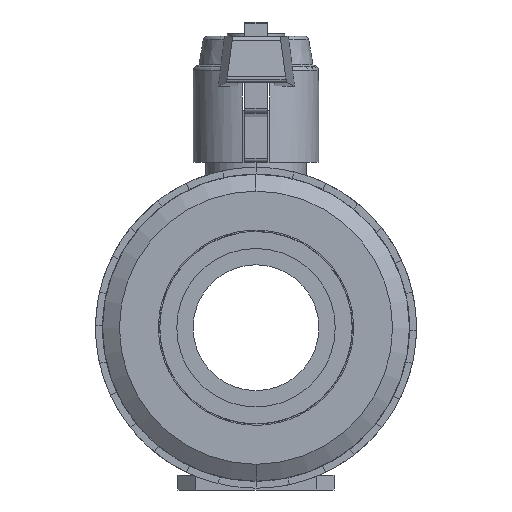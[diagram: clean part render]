
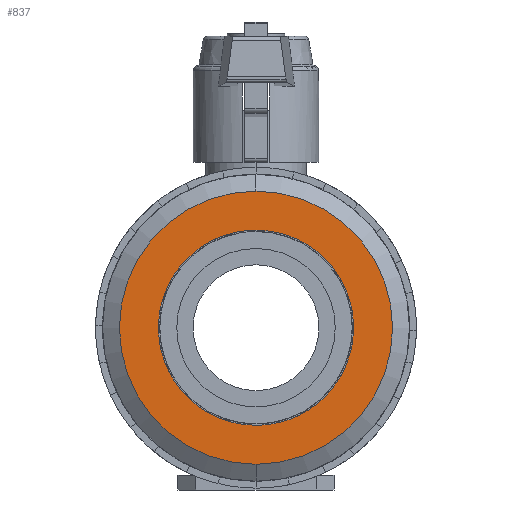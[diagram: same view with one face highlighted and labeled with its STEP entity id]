
A CAD part, left-side view. The second image highlights one B-rep face of the part: STEP entity #837.
In plain terms, the highlighted planar face has unit normal (-1, 0, 0).
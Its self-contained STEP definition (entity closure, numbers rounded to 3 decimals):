
#837=ADVANCED_FACE('',(#1970,#1971),#1972,.T.);
#1970=FACE_BOUND('',#3410,.T.);
#1971=FACE_OUTER_BOUND('',#3411,.T.);
#1972=PLANE('',#3412);
#3410=EDGE_LOOP('',(#6134,#6135));
#3411=EDGE_LOOP('',(#6136,#6137));
#3412=AXIS2_PLACEMENT_3D('',#6138,#6139,#6140);
#6134=ORIENTED_EDGE('',*,*,#9639,.T.);
#6135=ORIENTED_EDGE('',*,*,#9258,.T.);
#6136=ORIENTED_EDGE('',*,*,#9217,.F.);
#6137=ORIENTED_EDGE('',*,*,#9814,.F.);
#6138=CARTESIAN_POINT('',(-69.75,0.0,37.363));
#6139=DIRECTION('',(-1.0,0.0,0.0));
#6140=DIRECTION('',(0.0,0.0,1.0));
#9217=EDGE_CURVE('',#11316,#11319,#11320,.T.);
#9258=EDGE_CURVE('',#11397,#11394,#11398,.T.);
#9639=EDGE_CURVE('',#11394,#11397,#11970,.T.);
#9814=EDGE_CURVE('',#11319,#11316,#12199,.T.);
#11316=VERTEX_POINT('',#14185);
#11319=VERTEX_POINT('',#14189);
#11320=CIRCLE('',#14190,54.275);
#11394=VERTEX_POINT('',#14283);
#11397=VERTEX_POINT('',#14287);
#11398=CIRCLE('',#14288,38.75);
#11970=CIRCLE('',#15427,38.75);
#12199=CIRCLE('',#15740,54.275);
#14185=CARTESIAN_POINT('',(-69.75,0.0,10.225));
#14189=CARTESIAN_POINT('',(-69.75,0.,118.775));
#14190=AXIS2_PLACEMENT_3D('',#18502,#18503,#18504);
#14283=CARTESIAN_POINT('',(-69.75,0.0,25.75));
#14287=CARTESIAN_POINT('',(-69.75,0.,103.25));
#14288=AXIS2_PLACEMENT_3D('',#18576,#18577,#18578);
#15427=AXIS2_PLACEMENT_3D('',#18990,#18991,#18992);
#15740=AXIS2_PLACEMENT_3D('',#19170,#19171,#19172);
#18502=CARTESIAN_POINT('',(-69.75,0.0,64.5));
#18503=DIRECTION('',(1.0,0.0,0.0));
#18504=DIRECTION('',(0.0,0.0,-1.0));
#18576=CARTESIAN_POINT('',(-69.75,0.0,64.5));
#18577=DIRECTION('',(1.0,-0.0,0.0));
#18578=DIRECTION('',(0.0,0.0,-1.0));
#18990=CARTESIAN_POINT('',(-69.75,0.0,64.5));
#18991=DIRECTION('',(1.0,-0.0,0.0));
#18992=DIRECTION('',(0.0,0.0,-1.0));
#19170=CARTESIAN_POINT('',(-69.75,0.0,64.5));
#19171=DIRECTION('',(1.0,0.0,0.0));
#19172=DIRECTION('',(0.0,0.0,-1.0));
